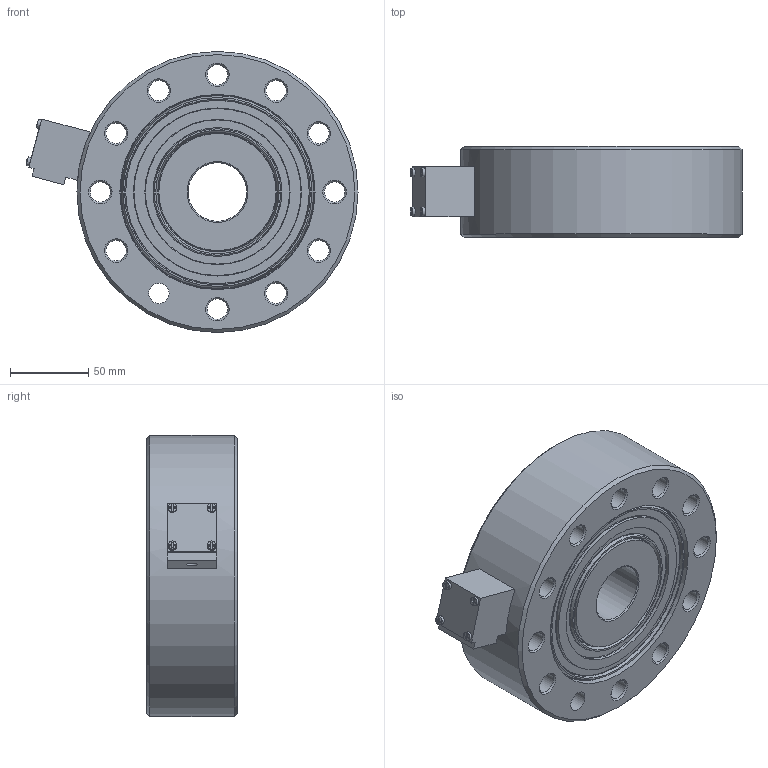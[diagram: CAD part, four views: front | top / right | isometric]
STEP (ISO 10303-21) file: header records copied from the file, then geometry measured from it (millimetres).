
FILE_DESCRIPTION(/* description */ (''),/* implementation_level */ '2;1');
FILE_NAME(/* name */ '363YH-30t v1.step',/* time_stamp */ '2020-01-21T14:49:58-08:00',/* author */ (''),/* organization */ (''),/* preprocessor_version */ 'ST-DEVELOPER v18',/* originating_system */ 'Autodesk Translation Framework v8.12.0.6',/* authorisation */ '');
FILE_SCHEMA (('AUTOMOTIVE_DESIGN { 1 0 10303 214 3 1 1 }'));
Length unit declared in the file: millimetre
Products named in the file (1): 363YH-30t
Bounding box: 212.61 x 58 x 180 mm (x, y, z)
Volume: 1295609.4 mm3; surface area: 128799.5 mm2
Topology: 1 solids, 1 shells, 162 faces, 472 edges, 338 vertices
Faces by surface type: plane 83, cone 35, cylinder 27, torus 16, sphere 1
Full cylindrical faces by diameter (mm): 5.6 x4, 7 x1, 13 x12, 37.5 x1, 75 x2, 93 x2, 107 x2, 125 x2, 180 x1
Entity records: 5677 total; most frequent: DIRECTION 1054, CARTESIAN_POINT 973, ORIENTED_EDGE 944, EDGE_CURVE 472, AXIS2_PLACEMENT_3D 419, VERTEX_POINT 338, CIRCLE 256, LINE 216
